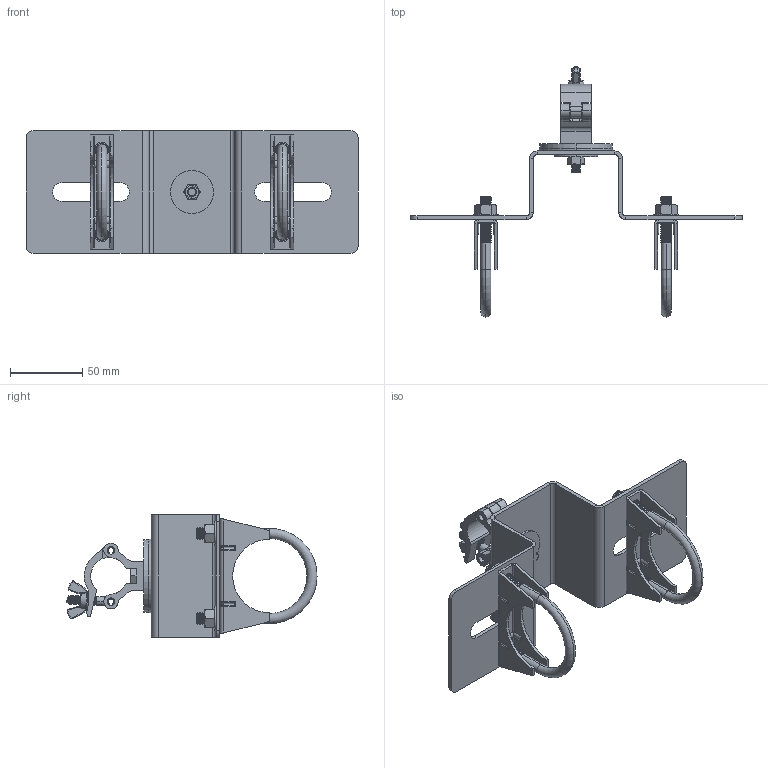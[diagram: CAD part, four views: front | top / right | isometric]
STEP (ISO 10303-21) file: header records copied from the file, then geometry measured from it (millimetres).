
FILE_DESCRIPTION (( 'STEP AP203' ), '1' );
FILE_NAME ('T84505.STEP', '2018-09-21T09:11:23', ( '' ), ( '' ), 'SwSTEP 2.0', 'SolidWorks 2016', '' );
FILE_SCHEMA (( 'CONFIG_CONTROL_DESIGN' ));
Length unit declared in the file: millimetre
Products named in the file (23): TH1043; Hex Nut Style 1 GradeAB_Doughty Fastners_Hexagon Nut ISO - 4032 - M8 - D - S; TH1046; B Washer_Bright washer BS 4320 - M6 (Form B); T78015; Hex Screw GradeC_Doughty Fastners_ISO 4018 - M6 x 25-WS; T56900_For 2.5 Thk Material; TH655_TH655; F880_F880 M6 Wing Nut; TH1748; TH2216; PENNY WASHER_M6 x 30; TH2009_21MM WIDE; Binx Nut_M6YELL; T56800; TH2215; T56600; F772; TH2217; TH2010; T84505; TH133; B Washer_Bright washer BS 4320 - M8 (Form B)
Assembly tree (26 placements, depth 5):
  T84505
    TH1043
    TH1046
      TH2216
        TH2215
        TH655_TH655
          TH2010
      F772  x2
      T78015
        TH1748
        B Washer_Bright washer BS 4320 - M6 (Form B)
        F880_F880 M6 Wing Nut
      TH133
        TH2009_21MM WIDE
    TH2217
    Hex Screw GradeC_Doughty Fastners_ISO 4018 - M6 x 25-WS
    Binx Nut_M6YELL
    PENNY WASHER_M6 x 30
    T56900_For 2.5 Thk Material  x2
      T56800
      T56600
      B Washer_Bright washer BS 4320 - M8 (Form B)
      Hex Nut Style 1 GradeAB_Doughty Fastners_Hexagon Nut ISO - 4032 - M8 - D - S
Bounding box: 230 x 173.29 x 85 mm (x, y, z)
Volume: 121149.2 mm3; surface area: 105432.8 mm2
Topology: 25 solids, 25 shells, 1874 faces, 4518 edges, 2702 vertices
Faces by surface type: cone 822, cylinder 578, plane 251, torus 191, bspline 32
Entity records: 39941 total; most frequent: CARTESIAN_POINT 7769, DIRECTION 6883, ORIENTED_EDGE 5956, EDGE_CURVE 2978, AXIS2_PLACEMENT_3D 2880, VERTEX_POINT 1788, CIRCLE 1639, EDGE_LOOP 1302
